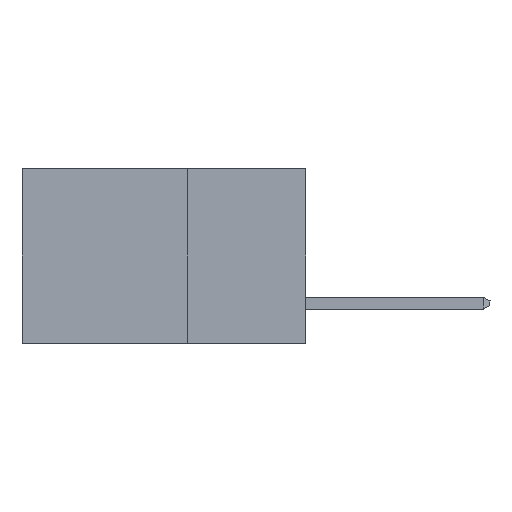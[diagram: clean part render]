
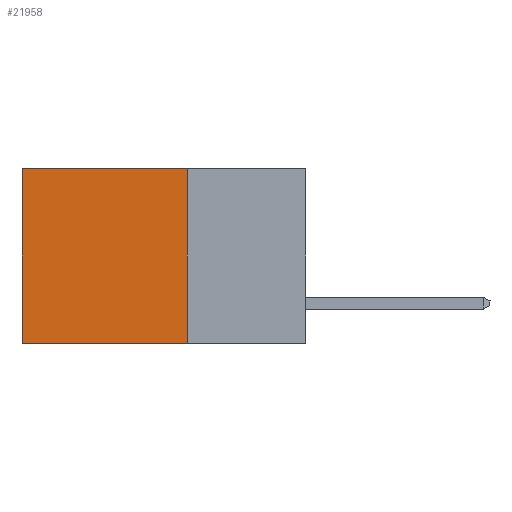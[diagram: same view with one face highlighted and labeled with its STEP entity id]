
A CAD part, left-side view. The second image highlights one B-rep face of the part: STEP entity #21958.
In plain terms, the highlighted planar face has unit normal (-1, 0, 0).
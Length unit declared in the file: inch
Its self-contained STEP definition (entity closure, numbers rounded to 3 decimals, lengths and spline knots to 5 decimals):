
#675 = LINE ( 'NONE', #27403, #25193 ) ;
#1899 = VECTOR ( 'NONE', #4493, 39.37008 ) ;
#2041 = AXIS2_PLACEMENT_3D ( 'NONE', #5505, #5688, #14486 ) ;
#2768 = VECTOR ( 'NONE', #27521, 39.37008 ) ;
#4493 = DIRECTION ( 'NONE',  ( 0., 1., 0. ) ) ;
#4946 = VERTEX_POINT ( 'NONE', #16368 ) ;
#5505 = CARTESIAN_POINT ( 'NONE',  ( 0.298, 0.25, 0. ) ) ;
#5688 = DIRECTION ( 'NONE',  ( 1., 0., 0. ) ) ;
#6343 = ORIENTED_EDGE ( 'NONE', *, *, #22468, .F. ) ;
#8676 = FACE_OUTER_BOUND ( 'NONE', #28400, .T. ) ;
#8731 = ORIENTED_EDGE ( 'NONE', *, *, #17845, .F. ) ;
#10552 = VERTEX_POINT ( 'NONE', #22636 ) ;
#11773 = CARTESIAN_POINT ( 'NONE',  ( 0.298, 0.6, -0.37 ) ) ;
#11782 = CARTESIAN_POINT ( 'NONE',  ( 0.298, 0.25, 0. ) ) ;
#12043 = CARTESIAN_POINT ( 'NONE',  ( 0.298, 0.25, 0. ) ) ;
#14486 = DIRECTION ( 'NONE',  ( 0., 0., -1. ) ) ;
#14851 = LINE ( 'NONE', #11782, #2768 ) ;
#16158 = DIRECTION ( 'NONE',  ( 0., 0., -1. ) ) ;
#16264 = ORIENTED_EDGE ( 'NONE', *, *, #27927, .T. ) ;
#16368 = CARTESIAN_POINT ( 'NONE',  ( 0.298, 0.25, 0. ) ) ;
#17037 = VERTEX_POINT ( 'NONE', #21445 ) ;
#17845 = EDGE_CURVE ( 'NONE', #10552, #27219, #24612, .T. ) ;
#20910 = VECTOR ( 'NONE', #26202, 39.37008 ) ;
#21445 = CARTESIAN_POINT ( 'NONE',  ( 0.298, 0.6, 0. ) ) ;
#21958 = ADVANCED_FACE ( 'NONE', ( #8676 ), #28185, .F. ) ;
#22468 = EDGE_CURVE ( 'NONE', #4946, #10552, #25493, .T. ) ;
#22636 = CARTESIAN_POINT ( 'NONE',  ( 0.298, 0.25, -0.37 ) ) ;
#24612 = LINE ( 'NONE', #27006, #1899 ) ;
#25193 = VECTOR ( 'NONE', #16158, 39.37008 ) ;
#25493 = LINE ( 'NONE', #12043, #20910 ) ;
#26202 = DIRECTION ( 'NONE',  ( 0., 0., -1. ) ) ;
#26251 = ORIENTED_EDGE ( 'NONE', *, *, #27193, .T. ) ;
#27006 = CARTESIAN_POINT ( 'NONE',  ( 0.298, 0.25, -0.37 ) ) ;
#27193 = EDGE_CURVE ( 'NONE', #17037, #27219, #675, .T. ) ;
#27219 = VERTEX_POINT ( 'NONE', #11773 ) ;
#27403 = CARTESIAN_POINT ( 'NONE',  ( 0.298, 0.6, 0. ) ) ;
#27521 = DIRECTION ( 'NONE',  ( 0., 1., 0. ) ) ;
#27927 = EDGE_CURVE ( 'NONE', #4946, #17037, #14851, .T. ) ;
#28185 = PLANE ( 'NONE',  #2041 ) ;
#28400 = EDGE_LOOP ( 'NONE', ( #26251, #8731, #6343, #16264 ) ) ;
